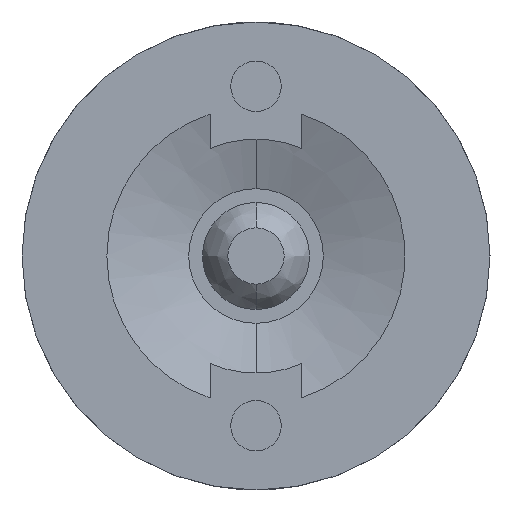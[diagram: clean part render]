
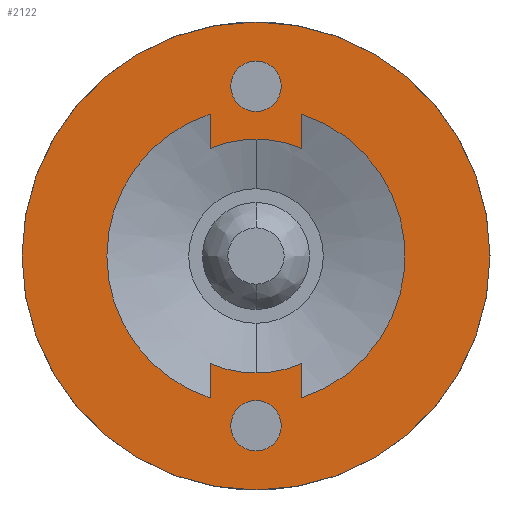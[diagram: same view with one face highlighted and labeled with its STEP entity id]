
A CAD part, front view. The second image highlights one B-rep face of the part: STEP entity #2122.
In plain terms, the highlighted planar face has unit normal (0, -1, 0).
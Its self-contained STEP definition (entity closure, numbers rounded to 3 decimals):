
#29 = CIRCLE ( 'NONE', #2590, 5.5 ) ;
#36 = ORIENTED_EDGE ( 'NONE', *, *, #2557, .F. ) ;
#43 = DIRECTION ( 'NONE',  ( 0., 0., -1. ) ) ;
#45 = VERTEX_POINT ( 'NONE', #1521 ) ;
#61 = DIRECTION ( 'NONE',  ( 0., -1., 0. ) ) ;
#72 = CARTESIAN_POINT ( 'NONE',  ( 0., -95., 0. ) ) ;
#75 = DIRECTION ( 'NONE',  ( 0., 0., -1. ) ) ;
#121 = EDGE_CURVE ( 'NONE', #1258, #266, #1439, .T. ) ;
#123 = VERTEX_POINT ( 'NONE', #637 ) ;
#143 = ORIENTED_EDGE ( 'NONE', *, *, #2254, .F. ) ;
#148 = CARTESIAN_POINT ( 'NONE',  ( 0., -95., 0. ) ) ;
#158 = ORIENTED_EDGE ( 'NONE', *, *, #1411, .F. ) ;
#173 = CIRCLE ( 'NONE', #2526, 25.5 ) ;
#202 = DIRECTION ( 'NONE',  ( 0., -1., 0. ) ) ;
#261 = CARTESIAN_POINT ( 'NONE',  ( -51., -95., 0. ) ) ;
#266 = VERTEX_POINT ( 'NONE', #1690 ) ;
#279 = ORIENTED_EDGE ( 'NONE', *, *, #873, .F. ) ;
#306 = AXIS2_PLACEMENT_3D ( 'NONE', #1949, #2164, #969 ) ;
#313 = FACE_OUTER_BOUND ( 'NONE', #623, .T. ) ;
#351 = VERTEX_POINT ( 'NONE', #514 ) ;
#385 = DIRECTION ( 'NONE',  ( 0., 0., -1. ) ) ;
#396 = CARTESIAN_POINT ( 'NONE',  ( -10., -95., 0. ) ) ;
#404 = EDGE_CURVE ( 'NONE', #1392, #123, #29, .T. ) ;
#424 = EDGE_LOOP ( 'NONE', ( #143, #496, #2538, #445, #279, #590, #1418, #2460, #761, #1792 ) ) ;
#445 = ORIENTED_EDGE ( 'NONE', *, *, #1896, .F. ) ;
#458 = CARTESIAN_POINT ( 'NONE',  ( 0., -95., 0. ) ) ;
#474 = EDGE_CURVE ( 'NONE', #266, #2438, #899, .T. ) ;
#484 = VECTOR ( 'NONE', #540, 1000. ) ;
#496 = ORIENTED_EDGE ( 'NONE', *, *, #580, .F. ) ;
#498 = CARTESIAN_POINT ( 'NONE',  ( 0., -95., -25.5 ) ) ;
#511 = VERTEX_POINT ( 'NONE', #1621 ) ;
#514 = CARTESIAN_POINT ( 'NONE',  ( 10., -95., 23.457 ) ) ;
#518 = DIRECTION ( 'NONE',  ( 0., -1., 0. ) ) ;
#520 = AXIS2_PLACEMENT_3D ( 'NONE', #656, #2456, #1044 ) ;
#525 = VERTEX_POINT ( 'NONE', #2028 ) ;
#533 = DIRECTION ( 'NONE',  ( 0., 1., 0. ) ) ;
#540 = DIRECTION ( 'NONE',  ( 0., 0., -1. ) ) ;
#558 = CARTESIAN_POINT ( 'NONE',  ( 0., -95., 0. ) ) ;
#561 = CARTESIAN_POINT ( 'NONE',  ( 0., -95., 0. ) ) ;
#568 = CIRCLE ( 'NONE', #1064, 32.5 ) ;
#577 = DIRECTION ( 'NONE',  ( -1., 0., 0. ) ) ;
#580 = EDGE_CURVE ( 'NONE', #1077, #351, #1151, .T. ) ;
#590 = ORIENTED_EDGE ( 'NONE', *, *, #2006, .F. ) ;
#600 = CARTESIAN_POINT ( 'NONE',  ( 10., -95., 0. ) ) ;
#619 = ORIENTED_EDGE ( 'NONE', *, *, #993, .T. ) ;
#623 = EDGE_LOOP ( 'NONE', ( #619, #1966 ) ) ;
#637 = CARTESIAN_POINT ( 'NONE',  ( 0., -95., 42.5 ) ) ;
#644 = EDGE_CURVE ( 'NONE', #1826, #1077, #1027, .T. ) ;
#652 = CARTESIAN_POINT ( 'NONE',  ( 0., -95., 0. ) ) ;
#656 = CARTESIAN_POINT ( 'NONE',  ( 0., -95., -37. ) ) ;
#665 = CARTESIAN_POINT ( 'NONE',  ( -10., -95., 0. ) ) ;
#759 = DIRECTION ( 'NONE',  ( 0., -1., 0. ) ) ;
#761 = ORIENTED_EDGE ( 'NONE', *, *, #474, .F. ) ;
#781 = ORIENTED_EDGE ( 'NONE', *, *, #872, .F. ) ;
#812 = CIRCLE ( 'NONE', #2551, 51. ) ;
#849 = AXIS2_PLACEMENT_3D ( 'NONE', #902, #1715, #2515 ) ;
#852 = VERTEX_POINT ( 'NONE', #261 ) ;
#855 = VECTOR ( 'NONE', #2395, 1000. ) ;
#872 = EDGE_CURVE ( 'NONE', #511, #1272, #2287, .T. ) ;
#873 = EDGE_CURVE ( 'NONE', #2421, #1575, #1362, .T. ) ;
#899 = CIRCLE ( 'NONE', #2543, 32.5 ) ;
#902 = CARTESIAN_POINT ( 'NONE',  ( 0., -95., -37. ) ) ;
#929 = CIRCLE ( 'NONE', #306, 5.5 ) ;
#948 = DIRECTION ( 'NONE',  ( -1., 0., 0. ) ) ;
#964 = CARTESIAN_POINT ( 'NONE',  ( 10., -95., -30.923 ) ) ;
#969 = DIRECTION ( 'NONE',  ( 0., 0., -1. ) ) ;
#988 = DIRECTION ( 'NONE',  ( -1., 0., 0. ) ) ;
#993 = EDGE_CURVE ( 'NONE', #852, #45, #1614, .T. ) ;
#994 = EDGE_CURVE ( 'NONE', #2438, #525, #568, .T. ) ;
#1027 = CIRCLE ( 'NONE', #2503, 32.5 ) ;
#1037 = EDGE_CURVE ( 'NONE', #45, #852, #812, .T. ) ;
#1044 = DIRECTION ( 'NONE',  ( 0., 0., 1. ) ) ;
#1064 = AXIS2_PLACEMENT_3D ( 'NONE', #2577, #1559, #1146 ) ;
#1077 = VERTEX_POINT ( 'NONE', #1993 ) ;
#1089 = DIRECTION ( 'NONE',  ( 0., -1., 0. ) ) ;
#1129 = DIRECTION ( 'NONE',  ( 0., -1., 0. ) ) ;
#1137 = AXIS2_PLACEMENT_3D ( 'NONE', #2298, #533, #2352 ) ;
#1146 = DIRECTION ( 'NONE',  ( -1., 0., 0. ) ) ;
#1151 = LINE ( 'NONE', #1473, #484 ) ;
#1157 = VECTOR ( 'NONE', #385, 1000. ) ;
#1252 = DIRECTION ( 'NONE',  ( 0., 0., 1. ) ) ;
#1258 = VERTEX_POINT ( 'NONE', #1732 ) ;
#1272 = VERTEX_POINT ( 'NONE', #1720 ) ;
#1314 = FACE_BOUND ( 'NONE', #424, .T. ) ;
#1355 = DIRECTION ( 'NONE',  ( 0., -1., 0. ) ) ;
#1362 = CIRCLE ( 'NONE', #1913, 25.5 ) ;
#1376 = LINE ( 'NONE', #600, #1157 ) ;
#1392 = VERTEX_POINT ( 'NONE', #1563 ) ;
#1411 = EDGE_CURVE ( 'NONE', #1272, #511, #1706, .T. ) ;
#1418 = ORIENTED_EDGE ( 'NONE', *, *, #1785, .F. ) ;
#1439 = LINE ( 'NONE', #665, #1791 ) ;
#1455 = DIRECTION ( 'NONE',  ( 0., -1., 0. ) ) ;
#1473 = CARTESIAN_POINT ( 'NONE',  ( 10., -95., 0. ) ) ;
#1499 = AXIS2_PLACEMENT_3D ( 'NONE', #652, #1455, #75 ) ;
#1521 = CARTESIAN_POINT ( 'NONE',  ( 51., -95., 0. ) ) ;
#1559 = DIRECTION ( 'NONE',  ( 0., -1., 0. ) ) ;
#1563 = CARTESIAN_POINT ( 'NONE',  ( 0., -95., 31.5 ) ) ;
#1575 = VERTEX_POINT ( 'NONE', #2471 ) ;
#1585 = DIRECTION ( 'NONE',  ( -1., 0., 0. ) ) ;
#1614 = CIRCLE ( 'NONE', #2208, 51. ) ;
#1621 = CARTESIAN_POINT ( 'NONE',  ( 0., -95., -31.5 ) ) ;
#1685 = EDGE_LOOP ( 'NONE', ( #781, #158 ) ) ;
#1689 = CARTESIAN_POINT ( 'NONE',  ( -32.5, -95., 0. ) ) ;
#1690 = CARTESIAN_POINT ( 'NONE',  ( -10., -95., 30.923 ) ) ;
#1706 = CIRCLE ( 'NONE', #849, 5.5 ) ;
#1714 = VERTEX_POINT ( 'NONE', #2344 ) ;
#1715 = DIRECTION ( 'NONE',  ( 0., -1., 0. ) ) ;
#1720 = CARTESIAN_POINT ( 'NONE',  ( 0., -95., -42.5 ) ) ;
#1732 = CARTESIAN_POINT ( 'NONE',  ( -10., -95., 23.457 ) ) ;
#1755 = CIRCLE ( 'NONE', #1499, 25.5 ) ;
#1785 = EDGE_CURVE ( 'NONE', #525, #1714, #1814, .T. ) ;
#1791 = VECTOR ( 'NONE', #1252, 1000. ) ;
#1792 = ORIENTED_EDGE ( 'NONE', *, *, #121, .F. ) ;
#1814 = LINE ( 'NONE', #396, #855 ) ;
#1826 = VERTEX_POINT ( 'NONE', #964 ) ;
#1896 = EDGE_CURVE ( 'NONE', #1575, #1826, #1376, .T. ) ;
#1898 = DIRECTION ( 'NONE',  ( -1., 0., 0. ) ) ;
#1913 = AXIS2_PLACEMENT_3D ( 'NONE', #458, #61, #43 ) ;
#1949 = CARTESIAN_POINT ( 'NONE',  ( 0., -95., 37. ) ) ;
#1966 = ORIENTED_EDGE ( 'NONE', *, *, #1037, .T. ) ;
#1993 = CARTESIAN_POINT ( 'NONE',  ( 10., -95., 30.923 ) ) ;
#2006 = EDGE_CURVE ( 'NONE', #1714, #2421, #1755, .T. ) ;
#2028 = CARTESIAN_POINT ( 'NONE',  ( -10., -95., -30.923 ) ) ;
#2122 = ADVANCED_FACE ( 'NONE', ( #2549, #2509, #1314, #313 ), #2324, .F. ) ;
#2145 = EDGE_LOOP ( 'NONE', ( #2567, #36 ) ) ;
#2146 = CARTESIAN_POINT ( 'NONE',  ( 0., -95., 0. ) ) ;
#2153 = DIRECTION ( 'NONE',  ( 0., 0., -1. ) ) ;
#2164 = DIRECTION ( 'NONE',  ( 0., -1., 0. ) ) ;
#2208 = AXIS2_PLACEMENT_3D ( 'NONE', #2146, #518, #577 ) ;
#2254 = EDGE_CURVE ( 'NONE', #351, #1258, #173, .T. ) ;
#2287 = CIRCLE ( 'NONE', #520, 5.5 ) ;
#2298 = CARTESIAN_POINT ( 'NONE',  ( 53.084, -95., 53.04 ) ) ;
#2324 = PLANE ( 'NONE',  #1137 ) ;
#2344 = CARTESIAN_POINT ( 'NONE',  ( -10., -95., -23.457 ) ) ;
#2352 = DIRECTION ( 'NONE',  ( 0., 0., -1. ) ) ;
#2395 = DIRECTION ( 'NONE',  ( 0., 0., 1. ) ) ;
#2421 = VERTEX_POINT ( 'NONE', #498 ) ;
#2438 = VERTEX_POINT ( 'NONE', #1689 ) ;
#2456 = DIRECTION ( 'NONE',  ( 0., -1., 0. ) ) ;
#2460 = ORIENTED_EDGE ( 'NONE', *, *, #994, .F. ) ;
#2471 = CARTESIAN_POINT ( 'NONE',  ( 10., -95., -23.457 ) ) ;
#2503 = AXIS2_PLACEMENT_3D ( 'NONE', #72, #1089, #1898 ) ;
#2509 = FACE_BOUND ( 'NONE', #1685, .T. ) ;
#2515 = DIRECTION ( 'NONE',  ( 0., 0., 1. ) ) ;
#2526 = AXIS2_PLACEMENT_3D ( 'NONE', #558, #202, #988 ) ;
#2538 = ORIENTED_EDGE ( 'NONE', *, *, #644, .F. ) ;
#2543 = AXIS2_PLACEMENT_3D ( 'NONE', #148, #1129, #948 ) ;
#2549 = FACE_BOUND ( 'NONE', #2145, .T. ) ;
#2551 = AXIS2_PLACEMENT_3D ( 'NONE', #561, #759, #1585 ) ;
#2557 = EDGE_CURVE ( 'NONE', #123, #1392, #929, .T. ) ;
#2562 = CARTESIAN_POINT ( 'NONE',  ( 0., -95., 37. ) ) ;
#2567 = ORIENTED_EDGE ( 'NONE', *, *, #404, .F. ) ;
#2577 = CARTESIAN_POINT ( 'NONE',  ( 0., -95., 0. ) ) ;
#2590 = AXIS2_PLACEMENT_3D ( 'NONE', #2562, #1355, #2153 ) ;
